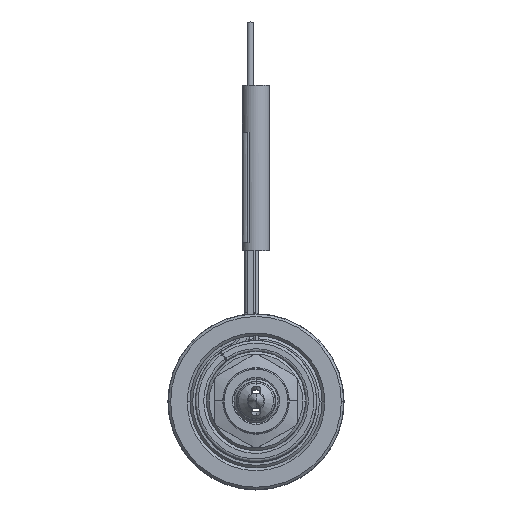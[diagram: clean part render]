
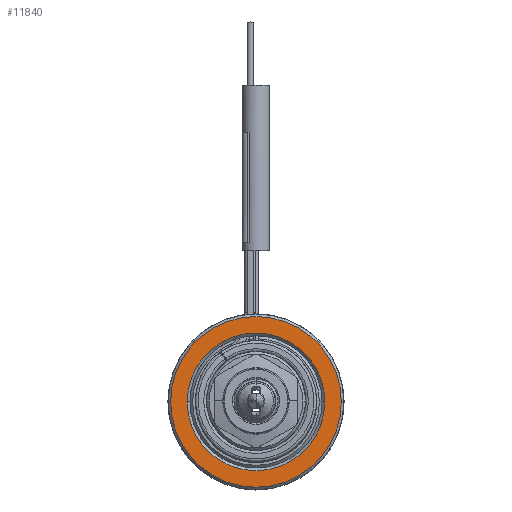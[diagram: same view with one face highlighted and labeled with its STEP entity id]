
A CAD part, top view. The second image highlights one B-rep face of the part: STEP entity #11840.
In plain terms, the highlighted planar face has unit normal (0, 0, 1).
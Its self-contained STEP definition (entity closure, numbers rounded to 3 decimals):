
#2706=CARTESIAN_POINT('',(0.,0.,25.));
#2707=DIRECTION('',(0.,0.,-1.));
#2708=DIRECTION('',(-1.,0.,0.));
#2709=AXIS2_PLACEMENT_3D('',#2706,#2707,#2708);
#2720=CARTESIAN_POINT('',(0.,0.,25.));
#2721=DIRECTION('',(0.,0.,-1.));
#2722=DIRECTION('',(1.,0.,0.));
#2723=AXIS2_PLACEMENT_3D('',#2720,#2721,#2722);
#2734=CARTESIAN_POINT('',(0.,0.,
25.));
#2735=DIRECTION('',(0.,0.,-1.));
#2736=DIRECTION('',(1.,0.,0.));
#2737=AXIS2_PLACEMENT_3D('',#2734,#2735,#2736);
#2748=CARTESIAN_POINT('',(0.,0.,25.));
#2749=DIRECTION('',(0.,0.,-1.));
#2750=DIRECTION('',(-1.,0.,0.));
#2751=AXIS2_PLACEMENT_3D('',#2748,#2749,#2750);
#7409=CARTESIAN_POINT('',(15.5,0.,25.));
#7410=CARTESIAN_POINT('',(-15.5,0.,
25.));
#7411=VERTEX_POINT('',#7409);
#7412=VERTEX_POINT('',#7410);
#7413=CARTESIAN_POINT('',(12.5,0.,25.));
#7414=CARTESIAN_POINT('',(-12.5,0.,25.));
#7415=VERTEX_POINT('',#7413);
#7416=VERTEX_POINT('',#7414);
#11825=CARTESIAN_POINT('',(0.,0.,25.));
#11826=DIRECTION('',(0.,0.,1.));
#11827=DIRECTION('',(-1.,0.,0.));
#11828=AXIS2_PLACEMENT_3D('',#11825,#11826,#11827);
#11829=PLANE('',#11828);
#11830=ORIENTED_EDGE('',*,*,#11807,.T.);
#11831=ORIENTED_EDGE('',*,*,#11792,.T.);
#11832=EDGE_LOOP('',(#11830,#11831));
#11833=FACE_OUTER_BOUND('',#11832,.F.);
#11835=ORIENTED_EDGE('',*,*,#11834,.F.);
#11837=ORIENTED_EDGE('',*,*,#11836,.F.);
#11838=EDGE_LOOP('',(#11835,#11837));
#11839=FACE_BOUND('',#11838,.F.);
#2710=CIRCLE('',#2709,15.5);
#2724=CIRCLE('',#2723,15.5);
#2738=CIRCLE('',#2737,12.5);
#2752=CIRCLE('',#2751,12.5);
#11792=EDGE_CURVE('',#7412,#7411,#2710,.T.);
#11807=EDGE_CURVE('',#7411,#7412,#2724,.T.);
#11834=EDGE_CURVE('',#7415,#7416,#2738,.T.);
#11836=EDGE_CURVE('',#7416,#7415,#2752,.T.);
#11840=ADVANCED_FACE('',(#11833,#11839),#11829,.T.);
